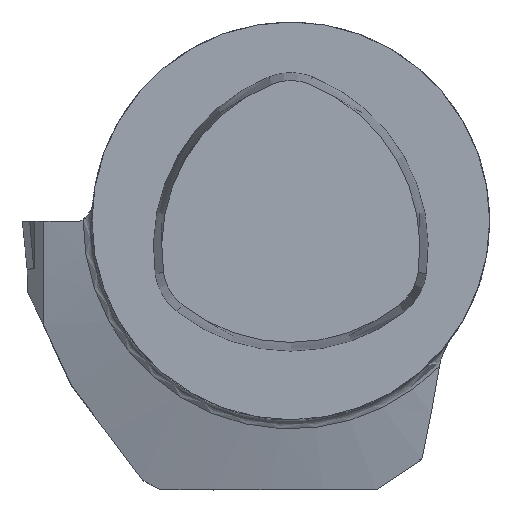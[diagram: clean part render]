
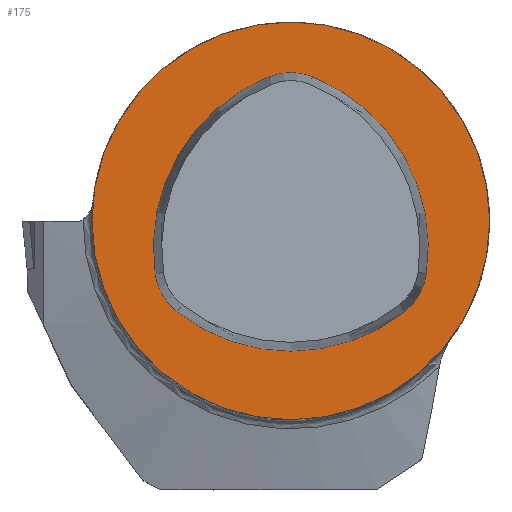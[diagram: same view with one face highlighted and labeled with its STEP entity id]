
A CAD part, top view. The second image highlights one B-rep face of the part: STEP entity #175.
In plain terms, the highlighted planar face has unit normal (0, 0, 1).
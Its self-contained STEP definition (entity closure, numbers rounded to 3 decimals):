
#105=FACE_BOUND('',#294,.T.);
#106=FACE_BOUND('',#295,.T.);
#134=PLANE('',#1142);
#175=ADVANCED_FACE('',(#105,#106),#134,.T.);
#294=EDGE_LOOP('',(#599));
#295=EDGE_LOOP('',(#600,#601,#602,#603,#604,#605));
#341=CIRCLE('',#1121,20.);
#348=CIRCLE('',#1136,18.5);
#349=CIRCLE('',#1137,5.9);
#350=CIRCLE('',#1138,18.5);
#351=CIRCLE('',#1139,5.9);
#352=CIRCLE('',#1140,18.5);
#353=CIRCLE('',#1141,5.9);
#599=ORIENTED_EDGE('',*,*,#915,.T.);
#600=ORIENTED_EDGE('',*,*,#937,.F.);
#601=ORIENTED_EDGE('',*,*,#938,.F.);
#602=ORIENTED_EDGE('',*,*,#939,.F.);
#603=ORIENTED_EDGE('',*,*,#940,.F.);
#604=ORIENTED_EDGE('',*,*,#941,.F.);
#605=ORIENTED_EDGE('',*,*,#942,.F.);
#820=VERTEX_POINT('',#1626);
#838=VERTEX_POINT('',#1687);
#839=VERTEX_POINT('',#1688);
#840=VERTEX_POINT('',#1690);
#841=VERTEX_POINT('',#1692);
#842=VERTEX_POINT('',#1694);
#843=VERTEX_POINT('',#1696);
#915=EDGE_CURVE('',#820,#820,#341,.T.);
#937=EDGE_CURVE('',#838,#839,#348,.T.);
#938=EDGE_CURVE('',#840,#838,#349,.T.);
#939=EDGE_CURVE('',#841,#840,#350,.T.);
#940=EDGE_CURVE('',#842,#841,#351,.T.);
#941=EDGE_CURVE('',#843,#842,#352,.T.);
#942=EDGE_CURVE('',#839,#843,#353,.T.);
#1121=AXIS2_PLACEMENT_3D('',#1625,#1274,#1275);
#1136=AXIS2_PLACEMENT_3D('',#1686,#1312,#1313);
#1137=AXIS2_PLACEMENT_3D('',#1689,#1314,#1315);
#1138=AXIS2_PLACEMENT_3D('',#1691,#1316,#1317);
#1139=AXIS2_PLACEMENT_3D('',#1693,#1318,#1319);
#1140=AXIS2_PLACEMENT_3D('',#1695,#1320,#1321);
#1141=AXIS2_PLACEMENT_3D('',#1697,#1322,#1323);
#1142=AXIS2_PLACEMENT_3D('',#1698,#1324,#1325);
#1274=DIRECTION('',(0.,0.,1.));
#1275=DIRECTION('',(1.,0.,0.));
#1312=DIRECTION('',(0.,0.,1.));
#1313=DIRECTION('',(1.,0.,0.));
#1314=DIRECTION('',(0.,0.,1.));
#1315=DIRECTION('',(1.,0.,0.));
#1316=DIRECTION('',(0.,0.,1.));
#1317=DIRECTION('',(1.,0.,0.));
#1318=DIRECTION('',(0.,0.,1.));
#1319=DIRECTION('',(1.,0.,0.));
#1320=DIRECTION('',(0.,0.,1.));
#1321=DIRECTION('',(1.,0.,0.));
#1322=DIRECTION('',(0.,0.,1.));
#1323=DIRECTION('',(1.,0.,0.));
#1324=DIRECTION('',(0.,0.,1.));
#1325=DIRECTION('',(1.,0.,0.));
#1625=CARTESIAN_POINT('',(0.,0.,0.));
#1626=CARTESIAN_POINT('',(20.,0.,0.));
#1686=CARTESIAN_POINT('',(4.677,-2.7,0.));
#1687=CARTESIAN_POINT('',(-2.19,14.479,0.));
#1688=CARTESIAN_POINT('',(-13.634,-5.343,0.));
#1689=CARTESIAN_POINT('',(0.,9.,0.));
#1690=CARTESIAN_POINT('',(2.19,14.479,0.));
#1691=CARTESIAN_POINT('',(-4.677,-2.7,0.));
#1692=CARTESIAN_POINT('',(13.634,-5.343,0.));
#1693=CARTESIAN_POINT('',(7.794,-4.5,0.));
#1694=CARTESIAN_POINT('',(11.444,-9.136,0.));
#1695=CARTESIAN_POINT('',(0.,5.4,0.));
#1696=CARTESIAN_POINT('',(-11.444,-9.136,0.));
#1697=CARTESIAN_POINT('',(-7.794,-4.5,0.));
#1698=CARTESIAN_POINT('',(0.,0.,0.));
